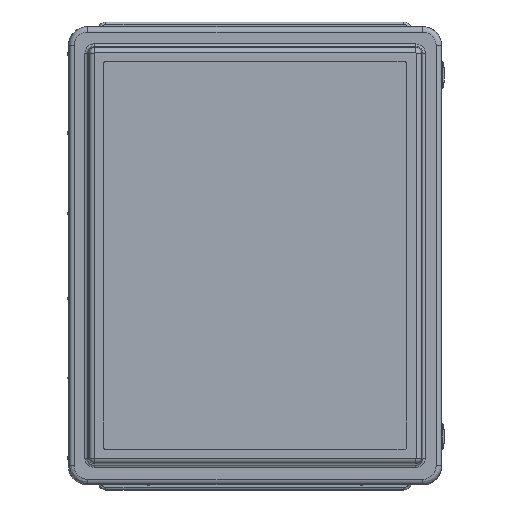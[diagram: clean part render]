
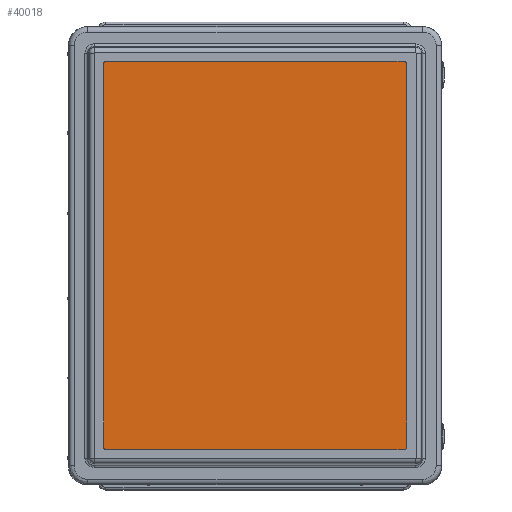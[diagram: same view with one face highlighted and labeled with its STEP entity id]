
A CAD part, top view. The second image highlights one B-rep face of the part: STEP entity #40018.
In plain terms, the highlighted planar face has unit normal (0, 0, 1).
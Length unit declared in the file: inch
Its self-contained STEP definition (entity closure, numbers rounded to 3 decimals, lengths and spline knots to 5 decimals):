
#1265 = DIRECTION ( 'NONE',  ( 0., 0., -1. ) ) ;
#1427 = LINE ( 'NONE', #34190, #50268 ) ;
#1509 = VECTOR ( 'NONE', #25940, 39.37008 ) ;
#1565 = DIRECTION ( 'NONE',  ( -1., 0., 0. ) ) ;
#1837 = EDGE_CURVE ( 'NONE', #30309, #32215, #39174, .T. ) ;
#4790 = AXIS2_PLACEMENT_3D ( 'NONE', #47784, #38632, #38193 ) ;
#5535 = EDGE_CURVE ( 'NONE', #32215, #59540, #43236, .T. ) ;
#5973 = CIRCLE ( 'NONE', #4790, 0.125 ) ;
#7787 = EDGE_CURVE ( 'NONE', #45644, #43190, #5973, .T. ) ;
#8298 = CARTESIAN_POINT ( 'NONE',  ( 7.01228, 9.125, 2.07921 ) ) ;
#8341 = CIRCLE ( 'NONE', #40050, 0.125 ) ;
#9454 = DIRECTION ( 'NONE',  ( -1., 0., 0. ) ) ;
#9785 = ORIENTED_EDGE ( 'NONE', *, *, #63938, .F. ) ;
#10504 = CARTESIAN_POINT ( 'NONE',  ( -6.98772, -9.125, 2.07921 ) ) ;
#10508 = AXIS2_PLACEMENT_3D ( 'NONE', #46263, #1265, #56019 ) ;
#10959 = VECTOR ( 'NONE', #32351, 39.37008 ) ;
#11668 = DIRECTION ( 'NONE',  ( 0., 1., 0. ) ) ;
#12918 = CARTESIAN_POINT ( 'NONE',  ( -7.11272, 9., 2.07921 ) ) ;
#16176 = EDGE_CURVE ( 'NONE', #59540, #50219, #27823, .T. ) ;
#16770 = FACE_OUTER_BOUND ( 'NONE', #50508, .T. ) ;
#17563 = CARTESIAN_POINT ( 'NONE',  ( 7.01228, -9.125, 2.07921 ) ) ;
#17709 = CARTESIAN_POINT ( 'NONE',  ( -6.98772, -9.125, 2.07921 ) ) ;
#20981 = LINE ( 'NONE', #17709, #10959 ) ;
#24023 = DIRECTION ( 'NONE',  ( 1., 0., 0. ) ) ;
#25940 = DIRECTION ( 'NONE',  ( 0., -1., 0. ) ) ;
#26020 = ORIENTED_EDGE ( 'NONE', *, *, #1837, .F. ) ;
#27823 = CIRCLE ( 'NONE', #10508, 0.125 ) ;
#29747 = ORIENTED_EDGE ( 'NONE', *, *, #5535, .F. ) ;
#30309 = VERTEX_POINT ( 'NONE', #12918 ) ;
#30703 = CARTESIAN_POINT ( 'NONE',  ( 7.13728, 9., 2.07921 ) ) ;
#30707 = VECTOR ( 'NONE', #24023, 39.37008 ) ;
#32215 = VERTEX_POINT ( 'NONE', #53035 ) ;
#32351 = DIRECTION ( 'NONE',  ( -1., 0., 0. ) ) ;
#33631 = AXIS2_PLACEMENT_3D ( 'NONE', #40930, #41557, #1565 ) ;
#34066 = DIRECTION ( 'NONE',  ( 0., 0., -1. ) ) ;
#34190 = CARTESIAN_POINT ( 'NONE',  ( -7.11272, 9., 2.07921 ) ) ;
#35325 = DIRECTION ( 'NONE',  ( 1., 0., 0. ) ) ;
#38193 = DIRECTION ( 'NONE',  ( -1., 0., 0. ) ) ;
#38632 = DIRECTION ( 'NONE',  ( 0., 0., -1. ) ) ;
#39106 = CARTESIAN_POINT ( 'NONE',  ( -6.98772, -9., 2.07921 ) ) ;
#39174 = CIRCLE ( 'NONE', #33631, 0.125 ) ;
#39560 = EDGE_CURVE ( 'NONE', #55594, #30309, #1427, .T. ) ;
#40018 = ADVANCED_FACE ( 'NONE', ( #16770 ), #44947, .T. ) ;
#40050 = AXIS2_PLACEMENT_3D ( 'NONE', #39106, #34066, #9454 ) ;
#40181 = LINE ( 'NONE', #55478, #1509 ) ;
#40930 = CARTESIAN_POINT ( 'NONE',  ( -6.98772, 9., 2.07921 ) ) ;
#41557 = DIRECTION ( 'NONE',  ( 0., 0., -1. ) ) ;
#43190 = VERTEX_POINT ( 'NONE', #17563 ) ;
#43236 = LINE ( 'NONE', #8298, #30707 ) ;
#44947 = PLANE ( 'NONE',  #47468 ) ;
#45009 = ORIENTED_EDGE ( 'NONE', *, *, #50827, .F. ) ;
#45356 = ORIENTED_EDGE ( 'NONE', *, *, #39560, .F. ) ;
#45644 = VERTEX_POINT ( 'NONE', #54174 ) ;
#46263 = CARTESIAN_POINT ( 'NONE',  ( 7.01228, 9., 2.07921 ) ) ;
#46953 = ORIENTED_EDGE ( 'NONE', *, *, #62260, .F. ) ;
#47468 = AXIS2_PLACEMENT_3D ( 'NONE', #60563, #49954, #35325 ) ;
#47784 = CARTESIAN_POINT ( 'NONE',  ( 7.01228, -9., 2.07921 ) ) ;
#48059 = CARTESIAN_POINT ( 'NONE',  ( 7.01228, 9.125, 2.07921 ) ) ;
#49954 = DIRECTION ( 'NONE',  ( 0., 0., 1. ) ) ;
#50219 = VERTEX_POINT ( 'NONE', #30703 ) ;
#50268 = VECTOR ( 'NONE', #11668, 39.37008 ) ;
#50508 = EDGE_LOOP ( 'NONE', ( #46953, #61532, #29747, #26020, #45356, #45009, #9785, #58952 ) ) ;
#50827 = EDGE_CURVE ( 'NONE', #54251, #55594, #8341, .T. ) ;
#53035 = CARTESIAN_POINT ( 'NONE',  ( -6.98772, 9.125, 2.07921 ) ) ;
#53631 = CARTESIAN_POINT ( 'NONE',  ( -7.11272, -9., 2.07921 ) ) ;
#54174 = CARTESIAN_POINT ( 'NONE',  ( 7.13728, -9., 2.07921 ) ) ;
#54251 = VERTEX_POINT ( 'NONE', #10504 ) ;
#55478 = CARTESIAN_POINT ( 'NONE',  ( 7.13728, -9., 2.07921 ) ) ;
#55594 = VERTEX_POINT ( 'NONE', #53631 ) ;
#56019 = DIRECTION ( 'NONE',  ( -1., 0., 0. ) ) ;
#58952 = ORIENTED_EDGE ( 'NONE', *, *, #7787, .F. ) ;
#59540 = VERTEX_POINT ( 'NONE', #48059 ) ;
#60563 = CARTESIAN_POINT ( 'NONE',  ( 0.01228, 0., 2.07921 ) ) ;
#61532 = ORIENTED_EDGE ( 'NONE', *, *, #16176, .F. ) ;
#62260 = EDGE_CURVE ( 'NONE', #50219, #45644, #40181, .T. ) ;
#63938 = EDGE_CURVE ( 'NONE', #43190, #54251, #20981, .T. ) ;
